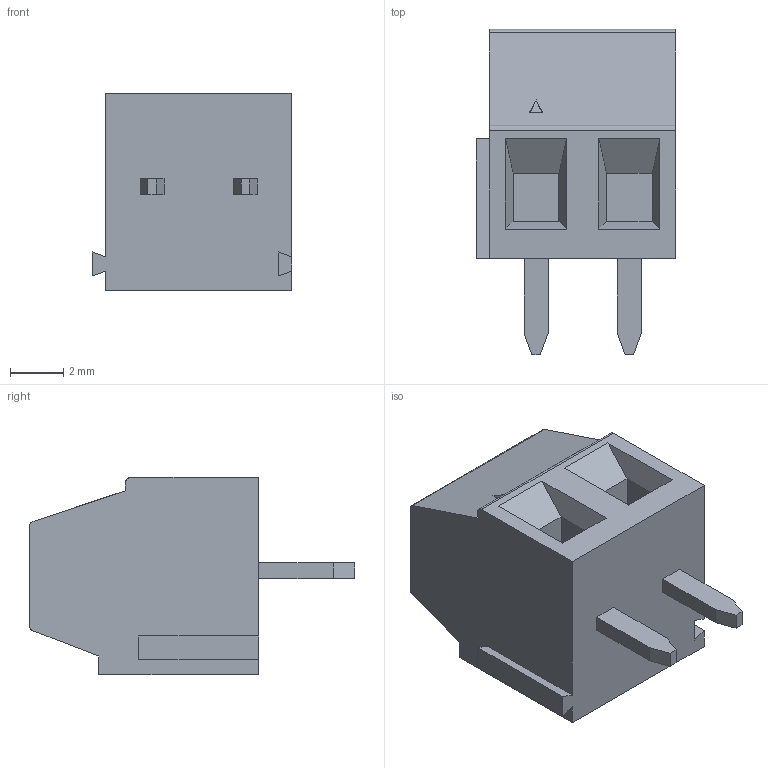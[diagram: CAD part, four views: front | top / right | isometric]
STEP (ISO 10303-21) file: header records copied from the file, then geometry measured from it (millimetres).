
FILE_DESCRIPTION (( 'STEP AP214' ), '1' );
FILE_NAME ('DG381-3.5-02P-14-00AH.STEP', '2021-01-07T17:42:53', ( '' ), ( '' ), 'SwSTEP 2.0', 'SolidWorks 2020', '' );
FILE_SCHEMA (( 'AUTOMOTIVE_DESIGN' ));
Length unit declared in the file: millimetre
Products named in the file (1): DG381-3.5-02P-14-00AH
Bounding box: 7.5 x 12.2 x 7.4 mm (x, y, z)
Volume: 339.4 mm3; surface area: 501.6 mm2
Topology: 1 solids, 1 shells, 384 faces, 1017 edges, 668 vertices
Faces by surface type: plane 205, bspline 154, cylinder 15, torus 10
Entity records: 22948 total; most frequent: CARTESIAN_POINT 11040, ORIENTED_EDGE 2034, DIRECTION 1229, EDGE_CURVE 1017, VERTEX_POINT 668, VECTOR 643, LINE 643, EDGE_LOOP 417
